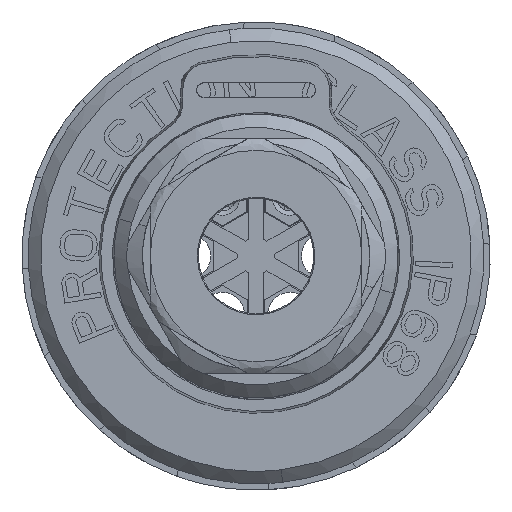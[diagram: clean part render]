
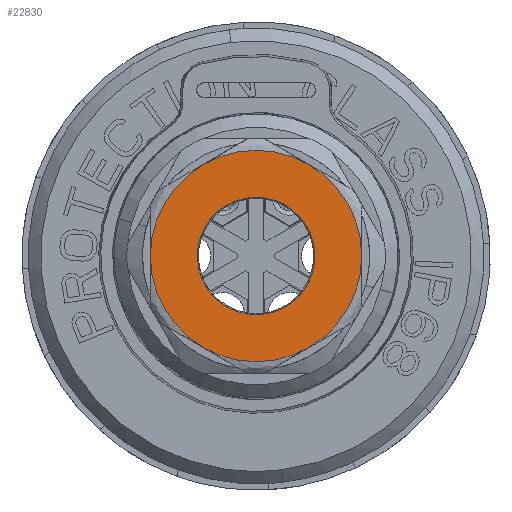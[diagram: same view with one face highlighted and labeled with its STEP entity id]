
A CAD part, left-side view. The second image highlights one B-rep face of the part: STEP entity #22830.
In plain terms, the highlighted planar face has unit normal (-1, 0, 0).
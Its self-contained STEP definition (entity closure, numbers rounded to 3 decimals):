
#22830=ADVANCED_FACE('',(#36494,#36495),#36496,.F.);
#36494=FACE_OUTER_BOUND('',#42590,.T.);
#36495=FACE_BOUND('',#42591,.T.);
#36496=PLANE('',#42592);
#42590=EDGE_LOOP('',(#51494,#51495,#51496,#51497,#51498,#51499));
#42591=EDGE_LOOP('',(#51500,#51501,#51502));
#42592=AXIS2_PLACEMENT_3D('',#51503,#51504,#51505);
#51494=ORIENTED_EDGE('',*,*,#75420,.T.);
#51495=ORIENTED_EDGE('',*,*,#75417,.F.);
#51496=ORIENTED_EDGE('',*,*,#75421,.F.);
#51497=ORIENTED_EDGE('',*,*,#75422,.T.);
#51498=ORIENTED_EDGE('',*,*,#75423,.F.);
#51499=ORIENTED_EDGE('',*,*,#75424,.F.);
#51500=ORIENTED_EDGE('',*,*,#75344,.F.);
#51501=ORIENTED_EDGE('',*,*,#75343,.F.);
#51502=ORIENTED_EDGE('',*,*,#75425,.F.);
#51503=CARTESIAN_POINT('',(-68.347,0.,8.92));
#51504=DIRECTION('',(1.0,0.0,0.0));
#51505=DIRECTION('',(0.0,1.0,0.0));
#75343=EDGE_CURVE('',#80452,#80454,#80455,.T.);
#75344=EDGE_CURVE('',#80454,#80448,#80456,.T.);
#75417=EDGE_CURVE('',#80587,#80580,#80588,.T.);
#75420=EDGE_CURVE('',#80592,#80580,#80593,.T.);
#75421=EDGE_CURVE('',#80594,#80587,#80595,.T.);
#75422=EDGE_CURVE('',#80594,#80596,#80597,.T.);
#75423=EDGE_CURVE('',#80598,#80596,#80599,.T.);
#75424=EDGE_CURVE('',#80592,#80598,#80600,.T.);
#75425=EDGE_CURVE('',#80448,#80452,#80601,.T.);
#80448=VERTEX_POINT('',#80895);
#80452=VERTEX_POINT('',#80900);
#80454=VERTEX_POINT('',#80903);
#80455=CIRCLE('',#80904,4.765);
#80456=CIRCLE('',#80905,4.765);
#80580=VERTEX_POINT('',#81070);
#80587=VERTEX_POINT('',#81093);
#80588=CIRCLE('',#81094,8.575);
#80592=VERTEX_POINT('',#81105);
#80593=CIRCLE('',#81106,8.575);
#80594=VERTEX_POINT('',#81107);
#80595=CIRCLE('',#81108,8.575);
#80596=VERTEX_POINT('',#81109);
#80597=CIRCLE('',#81110,8.575);
#80598=VERTEX_POINT('',#81111);
#80599=CIRCLE('',#81112,8.575);
#80600=CIRCLE('',#81113,8.575);
#80601=CIRCLE('',#81114,4.765);
#80895=CARTESIAN_POINT('',(-68.347,4.756,-0.299));
#80900=CARTESIAN_POINT('',(-68.347,-4.756,0.299));
#80903=CARTESIAN_POINT('',(-68.347,4.765,0.0));
#80904=AXIS2_PLACEMENT_3D('',#81331,#81332,#81333);
#80905=AXIS2_PLACEMENT_3D('',#81334,#81335,#81336);
#81070=CARTESIAN_POINT('',(-68.347,-4.288,-7.426));
#81093=CARTESIAN_POINT('',(-68.347,-8.575,0.));
#81094=AXIS2_PLACEMENT_3D('',#81461,#81462,#81463);
#81105=CARTESIAN_POINT('',(-68.347,4.287,-7.426));
#81106=AXIS2_PLACEMENT_3D('',#81467,#81468,#81469);
#81107=CARTESIAN_POINT('',(-68.347,-4.287,7.426));
#81108=AXIS2_PLACEMENT_3D('',#81470,#81471,#81472);
#81109=CARTESIAN_POINT('',(-68.347,4.288,7.426));
#81110=AXIS2_PLACEMENT_3D('',#81473,#81474,#81475);
#81111=CARTESIAN_POINT('',(-68.347,8.575,0.));
#81112=AXIS2_PLACEMENT_3D('',#81476,#81477,#81478);
#81113=AXIS2_PLACEMENT_3D('',#81479,#81480,#81481);
#81114=AXIS2_PLACEMENT_3D('',#81482,#81483,#81484);
#81331=CARTESIAN_POINT('',(-68.347,0.0,0.0));
#81332=DIRECTION('',(-1.0,0.0,0.0));
#81333=DIRECTION('',(0.0,-1.0,0.0));
#81334=CARTESIAN_POINT('',(-68.347,0.0,0.0));
#81335=DIRECTION('',(-1.0,0.0,0.0));
#81336=DIRECTION('',(0.0,-1.0,0.0));
#81461=CARTESIAN_POINT('',(-68.347,0.0,0.0));
#81462=DIRECTION('',(1.0,0.0,0.0));
#81463=DIRECTION('',(0.0,-1.0,0.));
#81467=CARTESIAN_POINT('',(-68.347,0.0,0.0));
#81468=DIRECTION('',(-1.0,0.0,0.0));
#81469=DIRECTION('',(0.0,0.5,-0.866));
#81470=CARTESIAN_POINT('',(-68.347,0.0,0.0));
#81471=DIRECTION('',(1.0,0.0,0.0));
#81472=DIRECTION('',(0.0,-0.5,0.866));
#81473=CARTESIAN_POINT('',(-68.347,0.0,0.0));
#81474=DIRECTION('',(-1.0,0.0,0.0));
#81475=DIRECTION('',(0.0,-0.5,0.866));
#81476=CARTESIAN_POINT('',(-68.347,0.0,0.0));
#81477=DIRECTION('',(1.0,0.0,0.0));
#81478=DIRECTION('',(0.0,1.0,0.));
#81479=CARTESIAN_POINT('',(-68.347,0.0,0.0));
#81480=DIRECTION('',(1.0,0.0,0.0));
#81481=DIRECTION('',(0.0,0.5,-0.866));
#81482=CARTESIAN_POINT('',(-68.347,0.0,0.0));
#81483=DIRECTION('',(-1.0,0.0,0.0));
#81484=DIRECTION('',(0.0,-1.0,0.0));
